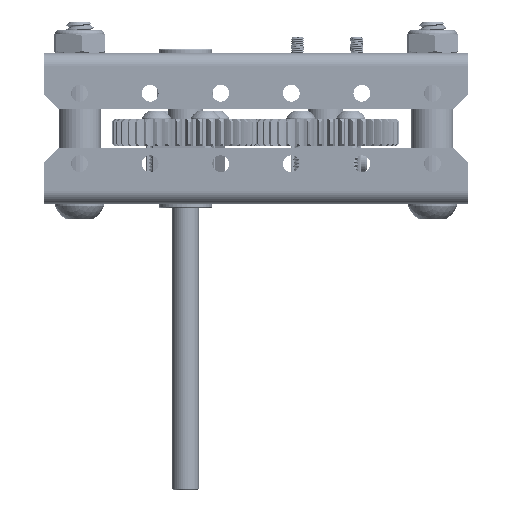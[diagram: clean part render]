
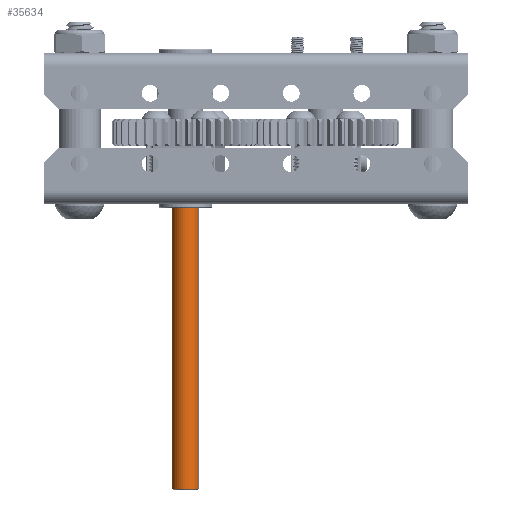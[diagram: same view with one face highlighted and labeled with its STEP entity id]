
A CAD part, front view. The second image highlights one B-rep face of the part: STEP entity #35634.
In plain terms, the highlighted cylindrical face has radius 3 mm (diameter 6 mm), a partial arc.
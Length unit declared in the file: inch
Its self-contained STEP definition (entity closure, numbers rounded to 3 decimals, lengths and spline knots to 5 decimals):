
#127 = VERTEX_POINT ( 'NONE', #11667 ) ;
#1101 = VECTOR ( 'NONE', #23939, 39.37008 ) ;
#1271 = VERTEX_POINT ( 'NONE', #14481 ) ;
#3157 = VERTEX_POINT ( 'NONE', #10674 ) ;
#5623 = DIRECTION ( 'NONE',  ( 0., 0., -1. ) ) ;
#5991 = AXIS2_PLACEMENT_3D ( 'NONE', #23339, #5623, #26301 ) ;
#6255 = CARTESIAN_POINT ( 'NONE',  ( -0.11811, 0., 3.93701 ) ) ;
#7132 = AXIS2_PLACEMENT_3D ( 'NONE', #34336, #16689, #37315 ) ;
#10521 = LINE ( 'NONE', #26286, #17497 ) ;
#10594 = AXIS2_PLACEMENT_3D ( 'NONE', #12109, #32886, #15094 ) ;
#10674 = CARTESIAN_POINT ( 'NONE',  ( 0.11811, 0., 3.92701 ) ) ;
#11667 = CARTESIAN_POINT ( 'NONE',  ( -0.11811, 0., 0.01 ) ) ;
#12109 = CARTESIAN_POINT ( 'NONE',  ( 0., 0., 3.93701 ) ) ;
#13359 = CIRCLE ( 'NONE', #5991, 0.11811 ) ;
#13408 = ORIENTED_EDGE ( 'NONE', *, *, #30759, .T. ) ;
#13460 = CIRCLE ( 'NONE', #7132, 0.11811 ) ;
#14068 = EDGE_CURVE ( 'NONE', #3157, #26813, #13359, .T. ) ;
#14481 = CARTESIAN_POINT ( 'NONE',  ( 0.11811, 0., 0.01 ) ) ;
#15094 = DIRECTION ( 'NONE',  ( -1., 0., 0. ) ) ;
#15269 = FACE_OUTER_BOUND ( 'NONE', #25553, .T. ) ;
#16607 = ORIENTED_EDGE ( 'NONE', *, *, #14068, .T. ) ;
#16689 = DIRECTION ( 'NONE',  ( 0., 0., 1. ) ) ;
#17497 = VECTOR ( 'NONE', #26166, 39.37008 ) ;
#23339 = CARTESIAN_POINT ( 'NONE',  ( 0., 0., 3.92701 ) ) ;
#23939 = DIRECTION ( 'NONE',  ( 0., 0., -1. ) ) ;
#25061 = EDGE_CURVE ( 'NONE', #127, #1271, #13460, .T. ) ;
#25553 = EDGE_LOOP ( 'NONE', ( #35672, #16607, #13408, #26858 ) ) ;
#26166 = DIRECTION ( 'NONE',  ( 0., 0., -1. ) ) ;
#26286 = CARTESIAN_POINT ( 'NONE',  ( 0.11811, 0., 3.93701 ) ) ;
#26301 = DIRECTION ( 'NONE',  ( 1., 0., 0. ) ) ;
#26813 = VERTEX_POINT ( 'NONE', #32640 ) ;
#26858 = ORIENTED_EDGE ( 'NONE', *, *, #25061, .T. ) ;
#28812 = EDGE_CURVE ( 'NONE', #3157, #1271, #10521, .T. ) ;
#30030 = CYLINDRICAL_SURFACE ( 'NONE', #10594, 0.11811 ) ;
#30759 = EDGE_CURVE ( 'NONE', #26813, #127, #32574, .T. ) ;
#32574 = LINE ( 'NONE', #6255, #1101 ) ;
#32640 = CARTESIAN_POINT ( 'NONE',  ( -0.11811, 0., 3.92701 ) ) ;
#32886 = DIRECTION ( 'NONE',  ( 0., 0., -1. ) ) ;
#34336 = CARTESIAN_POINT ( 'NONE',  ( 0., 0., 0.01 ) ) ;
#35634 = ADVANCED_FACE ( 'NONE', ( #15269 ), #30030, .T. ) ;
#35672 = ORIENTED_EDGE ( 'NONE', *, *, #28812, .F. ) ;
#37315 = DIRECTION ( 'NONE',  ( 1., 0., 0. ) ) ;
